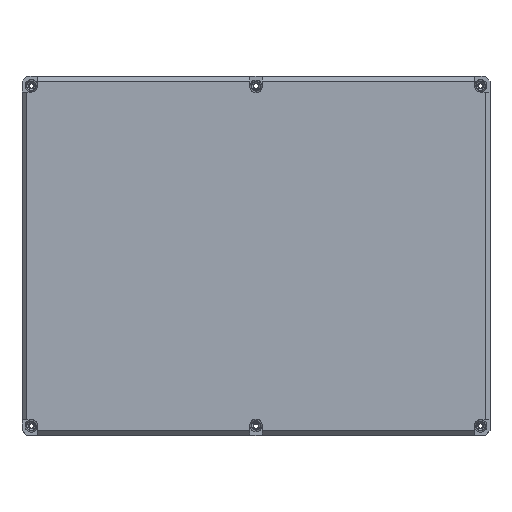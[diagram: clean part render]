
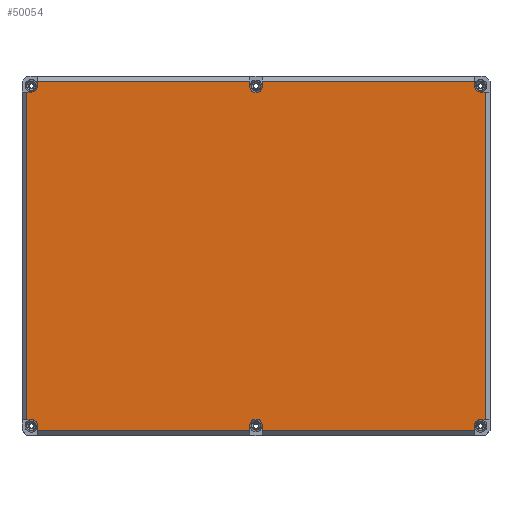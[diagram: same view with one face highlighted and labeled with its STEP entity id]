
A CAD part, top view. The second image highlights one B-rep face of the part: STEP entity #50054.
In plain terms, the highlighted planar face has unit normal (0, 0, 1).
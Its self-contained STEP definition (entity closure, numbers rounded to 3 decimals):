
#42563=DIRECTION('',(-1.,0.,0.));
#42564=VECTOR('',#42563,135.948);
#42565=CARTESIAN_POINT('',(139.974,112.,55.));
#42566=LINE('',#42565,#42564);
#42579=DIRECTION('',(-1.,0.,0.));
#42580=VECTOR('',#42579,135.948);
#42581=CARTESIAN_POINT('',(-4.026,112.,55.));
#42582=LINE('',#42581,#42580);
#42637=DIRECTION('',(0.,1.,0.));
#42638=VECTOR('',#42637,209.948);
#42639=CARTESIAN_POINT('',(147.,-104.974,55.));
#42640=LINE('',#42639,#42638);
#42733=DIRECTION('',(1.,0.,0.));
#42734=VECTOR('',#42733,135.948);
#42735=CARTESIAN_POINT('',(4.026,-112.,55.));
#42736=LINE('',#42735,#42734);
#42749=DIRECTION('',(1.,0.,0.));
#42750=VECTOR('',#42749,135.948);
#42751=CARTESIAN_POINT('',(-139.974,-112.,55.));
#42752=LINE('',#42751,#42750);
#42757=DIRECTION('',(0.,-1.,0.));
#42758=VECTOR('',#42757,3.);
#42759=CARTESIAN_POINT('',(139.974,112.,55.));
#42760=LINE('',#42759,#42758);
#42761=CARTESIAN_POINT('',(144.,109.,55.));
#42762=DIRECTION('',(0.,0.,1.));
#42763=DIRECTION('',(-1.,0.,0.));
#42764=AXIS2_PLACEMENT_3D('',#42761,#42762,#42763);
#42766=DIRECTION('',(-1.,0.,0.));
#42767=VECTOR('',#42766,3.);
#42768=CARTESIAN_POINT('',(147.,104.974,55.));
#42769=LINE('',#42768,#42767);
#42770=DIRECTION('',(-1.,0.,0.));
#42771=VECTOR('',#42770,3.);
#42772=CARTESIAN_POINT('',(147.,-104.974,55.));
#42773=LINE('',#42772,#42771);
#42774=CARTESIAN_POINT('',(144.,-109.,55.));
#42775=DIRECTION('',(0.,0.,1.));
#42776=DIRECTION('',(0.,1.,0.));
#42777=AXIS2_PLACEMENT_3D('',#42774,#42775,#42776);
#42779=DIRECTION('',(0.,1.,0.));
#42780=VECTOR('',#42779,3.);
#42781=CARTESIAN_POINT('',(139.974,-112.,55.));
#42782=LINE('',#42781,#42780);
#42783=DIRECTION('',(0.,1.,0.));
#42784=VECTOR('',#42783,3.3);
#42785=CARTESIAN_POINT('',(4.026,-112.,55.));
#42786=LINE('',#42785,#42784);
#42787=CARTESIAN_POINT('',(0.,-108.7,55.));
#42788=DIRECTION('',(0.,0.,1.));
#42789=DIRECTION('',(1.,0.,0.));
#42790=AXIS2_PLACEMENT_3D('',#42787,#42788,#42789);
#42792=DIRECTION('',(0.,1.,0.));
#42793=VECTOR('',#42792,3.3);
#42794=CARTESIAN_POINT('',(-4.026,-112.,55.));
#42795=LINE('',#42794,#42793);
#42796=DIRECTION('',(0.,1.,0.));
#42797=VECTOR('',#42796,3.);
#42798=CARTESIAN_POINT('',(-139.974,-112.,55.));
#42799=LINE('',#42798,#42797);
#42800=CARTESIAN_POINT('',(-144.,-109.,55.));
#42801=DIRECTION('',(0.,0.,1.));
#42802=DIRECTION('',(1.,0.,0.));
#42803=AXIS2_PLACEMENT_3D('',#42800,#42801,#42802);
#42805=DIRECTION('',(1.,0.,0.));
#42806=VECTOR('',#42805,3.);
#42807=CARTESIAN_POINT('',(-147.,-104.974,55.));
#42808=LINE('',#42807,#42806);
#42809=DIRECTION('',(1.,0.,0.));
#42810=VECTOR('',#42809,3.);
#42811=CARTESIAN_POINT('',(-147.,104.974,55.));
#42812=LINE('',#42811,#42810);
#42813=CARTESIAN_POINT('',(-144.,109.,55.));
#42814=DIRECTION('',(0.,0.,1.));
#42815=DIRECTION('',(0.,-1.,0.));
#42816=AXIS2_PLACEMENT_3D('',#42813,#42814,#42815);
#42818=DIRECTION('',(0.,-1.,0.));
#42819=VECTOR('',#42818,3.);
#42820=CARTESIAN_POINT('',(-139.974,112.,55.));
#42821=LINE('',#42820,#42819);
#42822=DIRECTION('',(0.,-1.,0.));
#42823=VECTOR('',#42822,3.3);
#42824=CARTESIAN_POINT('',(-4.026,112.,55.));
#42825=LINE('',#42824,#42823);
#42826=CARTESIAN_POINT('',(0.,108.7,55.));
#42827=DIRECTION('',(0.,0.,1.));
#42828=DIRECTION('',(-1.,0.,0.));
#42829=AXIS2_PLACEMENT_3D('',#42826,#42827,#42828);
#42831=DIRECTION('',(0.,-1.,0.));
#42832=VECTOR('',#42831,3.3);
#42833=CARTESIAN_POINT('',(4.026,112.,55.));
#42834=LINE('',#42833,#42832);
#42907=DIRECTION('',(0.,-1.,0.));
#42908=VECTOR('',#42907,209.948);
#42909=CARTESIAN_POINT('',(-147.,104.974,55.));
#42910=LINE('',#42909,#42908);
#44727=CARTESIAN_POINT('',(139.974,112.,55.));
#44728=CARTESIAN_POINT('',(139.974,109.,55.));
#44729=VERTEX_POINT('',#44727);
#44730=VERTEX_POINT('',#44728);
#44731=CARTESIAN_POINT('',(144.,104.974,55.));
#44732=VERTEX_POINT('',#44731);
#44733=CARTESIAN_POINT('',(147.,104.974,55.));
#44734=VERTEX_POINT('',#44733);
#44735=CARTESIAN_POINT('',(-4.026,112.,55.));
#44736=CARTESIAN_POINT('',(-4.026,108.7,55.));
#44737=VERTEX_POINT('',#44735);
#44738=VERTEX_POINT('',#44736);
#44739=CARTESIAN_POINT('',(4.026,108.7,55.));
#44740=VERTEX_POINT('',#44739);
#44741=CARTESIAN_POINT('',(4.026,112.,55.));
#44742=VERTEX_POINT('',#44741);
#44743=CARTESIAN_POINT('',(-144.,104.974,55.));
#44744=CARTESIAN_POINT('',(-139.974,109.,55.));
#44745=VERTEX_POINT('',#44743);
#44746=VERTEX_POINT('',#44744);
#44747=CARTESIAN_POINT('',(-139.974,112.,55.));
#44748=VERTEX_POINT('',#44747);
#44749=CARTESIAN_POINT('',(-147.,104.974,55.));
#44750=VERTEX_POINT('',#44749);
#44751=CARTESIAN_POINT('',(147.,-104.974,55.));
#44752=CARTESIAN_POINT('',(144.,-104.974,55.));
#44753=VERTEX_POINT('',#44751);
#44754=VERTEX_POINT('',#44752);
#44755=CARTESIAN_POINT('',(139.974,-109.,55.));
#44756=VERTEX_POINT('',#44755);
#44757=CARTESIAN_POINT('',(139.974,-112.,55.));
#44758=VERTEX_POINT('',#44757);
#44759=CARTESIAN_POINT('',(4.026,-112.,55.));
#44760=CARTESIAN_POINT('',(4.026,-108.7,55.));
#44761=VERTEX_POINT('',#44759);
#44762=VERTEX_POINT('',#44760);
#44763=CARTESIAN_POINT('',(-4.026,-108.7,55.));
#44764=VERTEX_POINT('',#44763);
#44765=CARTESIAN_POINT('',(-4.026,-112.,55.));
#44766=VERTEX_POINT('',#44765);
#44767=CARTESIAN_POINT('',(-147.,-104.974,55.));
#44768=CARTESIAN_POINT('',(-144.,-104.974,55.));
#44769=VERTEX_POINT('',#44767);
#44770=VERTEX_POINT('',#44768);
#44771=CARTESIAN_POINT('',(-139.974,-112.,55.));
#44772=CARTESIAN_POINT('',(-139.974,-109.,55.));
#44773=VERTEX_POINT('',#44771);
#44774=VERTEX_POINT('',#44772);
#50011=CARTESIAN_POINT('',(0.,0.,55.));
#50012=DIRECTION('',(0.,0.,1.));
#50013=DIRECTION('',(1.,0.,0.));
#50014=AXIS2_PLACEMENT_3D('',#50011,#50012,#50013);
#50015=PLANE('',#50014);
#50016=ORIENTED_EDGE('',*,*,#49783,.T.);
#50017=ORIENTED_EDGE('',*,*,#49801,.T.);
#50018=ORIENTED_EDGE('',*,*,#49856,.F.);
#50019=ORIENTED_EDGE('',*,*,#49872,.F.);
#50021=ORIENTED_EDGE('',*,*,#50020,.T.);
#50023=ORIENTED_EDGE('',*,*,#50022,.T.);
#50024=ORIENTED_EDGE('',*,*,#50004,.F.);
#50025=ORIENTED_EDGE('',*,*,#49977,.F.);
#50027=ORIENTED_EDGE('',*,*,#50026,.T.);
#50029=ORIENTED_EDGE('',*,*,#50028,.T.);
#50031=ORIENTED_EDGE('',*,*,#50030,.F.);
#50032=ORIENTED_EDGE('',*,*,#49992,.F.);
#50034=ORIENTED_EDGE('',*,*,#50033,.T.);
#50035=ORIENTED_EDGE('',*,*,#49514,.T.);
#50037=ORIENTED_EDGE('',*,*,#50036,.F.);
#50039=ORIENTED_EDGE('',*,*,#50038,.F.);
#50041=ORIENTED_EDGE('',*,*,#50040,.T.);
#50042=ORIENTED_EDGE('',*,*,#49695,.T.);
#50043=ORIENTED_EDGE('',*,*,#49738,.F.);
#50044=ORIENTED_EDGE('',*,*,#49767,.F.);
#50046=ORIENTED_EDGE('',*,*,#50045,.T.);
#50048=ORIENTED_EDGE('',*,*,#50047,.T.);
#50050=ORIENTED_EDGE('',*,*,#50049,.F.);
#50051=ORIENTED_EDGE('',*,*,#49751,.F.);
#50052=EDGE_LOOP('',(#50016,#50017,#50018,#50019,#50021,#50023,#50024,#50025,
#50027,#50029,#50031,#50032,#50034,#50035,#50037,#50039,#50041,#50042,#50043,
#50044,#50046,#50048,#50050,#50051));
#50053=FACE_OUTER_BOUND('',#50052,.F.);
#50054=ADVANCED_FACE('',(#50053),#50015,.T.);
#42765=CIRCLE('',#42764,4.026);
#42778=CIRCLE('',#42777,4.026);
#42791=CIRCLE('',#42790,4.026);
#42804=CIRCLE('',#42803,4.026);
#42817=CIRCLE('',#42816,4.026);
#42830=CIRCLE('',#42829,4.026);
#49514=EDGE_CURVE('',#44774,#44770,#42804,.T.);
#49695=EDGE_CURVE('',#44745,#44746,#42817,.T.);
#49738=EDGE_CURVE('',#44748,#44746,#42821,.T.);
#49751=EDGE_CURVE('',#44729,#44742,#42566,.T.);
#49767=EDGE_CURVE('',#44737,#44748,#42582,.T.);
#49783=EDGE_CURVE('',#44729,#44730,#42760,.T.);
#49801=EDGE_CURVE('',#44730,#44732,#42765,.T.);
#49856=EDGE_CURVE('',#44734,#44732,#42769,.T.);
#49872=EDGE_CURVE('',#44753,#44734,#42640,.T.);
#49977=EDGE_CURVE('',#44761,#44758,#42736,.T.);
#49992=EDGE_CURVE('',#44773,#44766,#42752,.T.);
#50004=EDGE_CURVE('',#44758,#44756,#42782,.T.);
#50020=EDGE_CURVE('',#44753,#44754,#42773,.T.);
#50022=EDGE_CURVE('',#44754,#44756,#42778,.T.);
#50026=EDGE_CURVE('',#44761,#44762,#42786,.T.);
#50028=EDGE_CURVE('',#44762,#44764,#42791,.T.);
#50030=EDGE_CURVE('',#44766,#44764,#42795,.T.);
#50033=EDGE_CURVE('',#44773,#44774,#42799,.T.);
#50036=EDGE_CURVE('',#44769,#44770,#42808,.T.);
#50038=EDGE_CURVE('',#44750,#44769,#42910,.T.);
#50040=EDGE_CURVE('',#44750,#44745,#42812,.T.);
#50045=EDGE_CURVE('',#44737,#44738,#42825,.T.);
#50047=EDGE_CURVE('',#44738,#44740,#42830,.T.);
#50049=EDGE_CURVE('',#44742,#44740,#42834,.T.);
